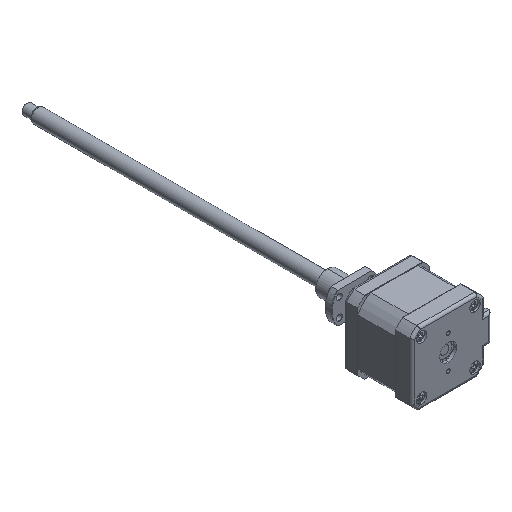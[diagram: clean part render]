
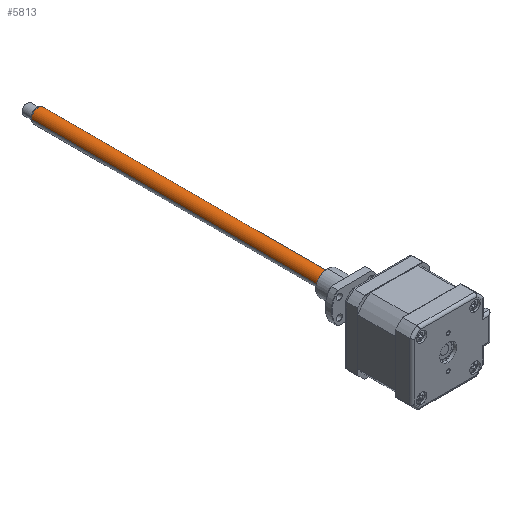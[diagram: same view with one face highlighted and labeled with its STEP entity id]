
A CAD part, isometric view. The second image highlights one B-rep face of the part: STEP entity #5813.
In plain terms, the highlighted cylindrical face has radius 4 mm (diameter 8 mm), a partial arc.
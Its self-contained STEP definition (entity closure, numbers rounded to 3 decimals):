
#95 = CARTESIAN_POINT ( 'NONE',  ( -0.709, 216.843, 16.638 ) ) ;
#1085 = CARTESIAN_POINT ( 'NONE',  ( -0.709, 17.843, 16.638 ) ) ;
#1112 = DIRECTION ( 'NONE',  ( 0., -1., 0. ) ) ;
#1920 = ORIENTED_EDGE ( 'NONE', *, *, #8053, .F. ) ;
#2221 = FACE_OUTER_BOUND ( 'NONE', #8455, .T. ) ;
#2346 = ORIENTED_EDGE ( 'NONE', *, *, #6859, .T. ) ;
#2384 = CARTESIAN_POINT ( 'NONE',  ( -8.709, 216.843, 16.638 ) ) ;
#2584 = AXIS2_PLACEMENT_3D ( 'NONE', #3053, #8982, #3907 ) ;
#2872 = LINE ( 'NONE', #2966, #9373 ) ;
#2966 = CARTESIAN_POINT ( 'NONE',  ( -8.709, 217.843, 16.638 ) ) ;
#3053 = CARTESIAN_POINT ( 'NONE',  ( -4.709, 17.843, 16.638 ) ) ;
#3065 = DIRECTION ( 'NONE',  ( 0., -1., 0. ) ) ;
#3907 = DIRECTION ( 'NONE',  ( -1., 0., 0. ) ) ;
#4052 = VERTEX_POINT ( 'NONE', #2384 ) ;
#4639 = DIRECTION ( 'NONE',  ( 0., -1., 0. ) ) ;
#4833 = CARTESIAN_POINT ( 'NONE',  ( -8.709, 17.843, 16.638 ) ) ;
#4933 = VERTEX_POINT ( 'NONE', #4833 ) ;
#5154 = DIRECTION ( 'NONE',  ( 0., -1., 0. ) ) ;
#5595 = ORIENTED_EDGE ( 'NONE', *, *, #6003, .T. ) ;
#5810 = VERTEX_POINT ( 'NONE', #95 ) ;
#5813 = ADVANCED_FACE ( 'NONE', ( #2221 ), #8698, .T. ) ;
#5820 = AXIS2_PLACEMENT_3D ( 'NONE', #8509, #5154, #5971 ) ;
#5854 = CIRCLE ( 'NONE', #2584, 4. ) ;
#5971 = DIRECTION ( 'NONE',  ( -1., 0., 0. ) ) ;
#6003 = EDGE_CURVE ( 'NONE', #4052, #4933, #2872, .T. ) ;
#6170 = CARTESIAN_POINT ( 'NONE',  ( -4.709, 216.843, 16.638 ) ) ;
#6371 = VECTOR ( 'NONE', #3065, 1000. ) ;
#6859 = EDGE_CURVE ( 'NONE', #5810, #4052, #10135, .T. ) ;
#7014 = DIRECTION ( 'NONE',  ( 1., 0., 0. ) ) ;
#7483 = ORIENTED_EDGE ( 'NONE', *, *, #9796, .F. ) ;
#8053 = EDGE_CURVE ( 'NONE', #9570, #4933, #5854, .T. ) ;
#8455 = EDGE_LOOP ( 'NONE', ( #7483, #2346, #5595, #1920 ) ) ;
#8509 = CARTESIAN_POINT ( 'NONE',  ( -4.709, 217.843, 16.638 ) ) ;
#8698 = CYLINDRICAL_SURFACE ( 'NONE', #5820, 4. ) ;
#8982 = DIRECTION ( 'NONE',  ( 0., -1., 0. ) ) ;
#9373 = VECTOR ( 'NONE', #4639, 1000. ) ;
#9570 = VERTEX_POINT ( 'NONE', #1085 ) ;
#9796 = EDGE_CURVE ( 'NONE', #5810, #9570, #10870, .T. ) ;
#9844 = CARTESIAN_POINT ( 'NONE',  ( -0.709, 217.843, 16.638 ) ) ;
#10135 = CIRCLE ( 'NONE', #10287, 4. ) ;
#10287 = AXIS2_PLACEMENT_3D ( 'NONE', #6170, #1112, #7014 ) ;
#10870 = LINE ( 'NONE', #9844, #6371 ) ;
